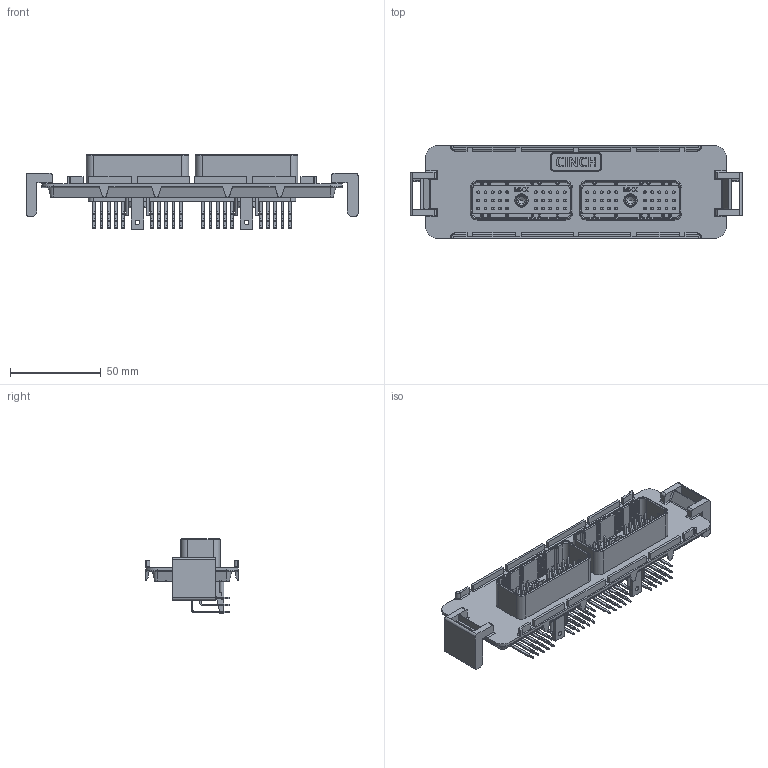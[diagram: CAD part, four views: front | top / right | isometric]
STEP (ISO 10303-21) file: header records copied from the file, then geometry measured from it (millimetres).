
FILE_DESCRIPTION((''),'2;1');
FILE_NAME('5810160005_HEADER_ASM','2008-07-08T',('eake'),(''),'PRO/ENGINEER BY PARAMETRIC TECHNOLOGY CORPORATION, 2005451','PRO/ENGINEER BY PARAMETRIC TECHNOLOGY CORPORATION, 2005451','');
FILE_SCHEMA(('CONFIG_CONTROL_DESIGN'));
Length unit declared in the file: inch
Products named in the file (9): FOR4828770156; 4624111583HEX; 4828770156_HEADERS_ASM; 4040011205_TYPE1; 4040011206_TYPE2; 4040011207_TYPE3; 4630899118; 5810148005_15PIN_EPOXY; 5810160005_HEADER_ASM
Assembly tree (70 placements, depth 3):
  5810160005_HEADER_ASM
    4828770156_HEADERS_ASM
      FOR4828770156
      4624111583HEX  x2
    4040011205_TYPE1  x20
    4040011206_TYPE2  x20
    4040011207_TYPE3  x20
    4630899118  x2
    5810148005_15PIN_EPOXY  x4
Bounding box: 182.63 x 50.93 x 40.89 mm (x, y, z)
Volume: 55609.1 mm3; surface area: 78396.5 mm2
Topology: 69 solids, 69 shells, 6187 faces, 17036 edges, 10894 vertices
Faces by surface type: plane 4269, cylinder 1758, torus 80, sphere 52, cone 16, bspline 12
Entity records: 80551 total; most frequent: CARTESIAN_POINT 15850, ORIENTED_EDGE 13436, DIRECTION 13195, EDGE_CURVE 6718, VECTOR 5215, LINE 5215, VERTEX_POINT 4234, AXIS2_PLACEMENT_3D 3990
